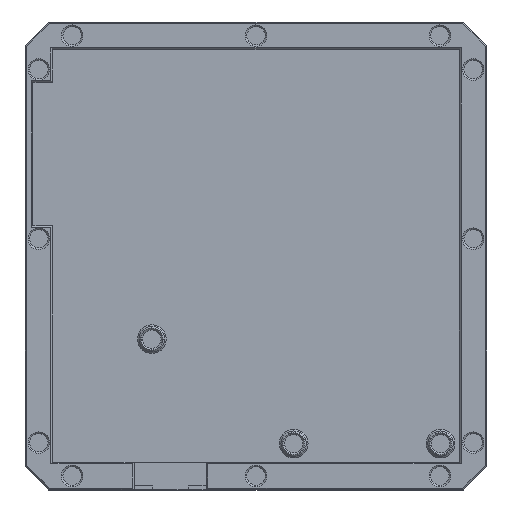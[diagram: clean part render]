
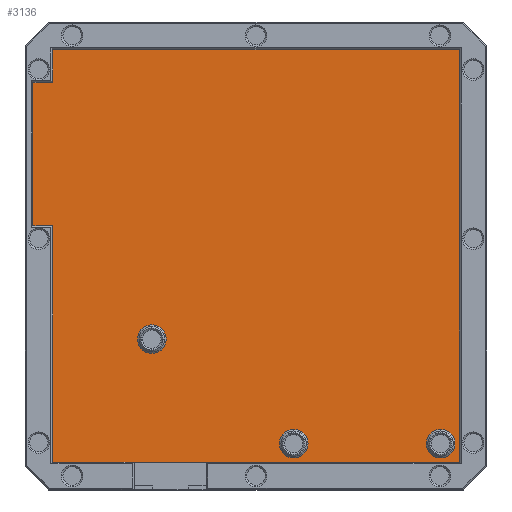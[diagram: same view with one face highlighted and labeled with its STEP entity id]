
A CAD part, top view. The second image highlights one B-rep face of the part: STEP entity #3136.
In plain terms, the highlighted planar face has unit normal (0, 0, 1).
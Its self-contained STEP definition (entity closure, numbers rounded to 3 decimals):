
#164=FACE_BOUND('',#704,.T.);
#165=FACE_BOUND('',#705,.T.);
#166=FACE_BOUND('',#706,.T.);
#223=PLANE('',#3501);
#403=FACE_OUTER_BOUND('',#703,.T.);
#703=EDGE_LOOP('',(#2835,#2836,#2837,#2838,#2839,#2840,#2841,#2842));
#704=EDGE_LOOP('',(#2843));
#705=EDGE_LOOP('',(#2844));
#706=EDGE_LOOP('',(#2845));
#920=LINE('',#5135,#1167);
#923=LINE('',#5140,#1170);
#924=LINE('',#5143,#1171);
#929=LINE('',#5151,#1176);
#931=LINE('',#5155,#1178);
#933=LINE('',#5159,#1180);
#935=LINE('',#5168,#1182);
#951=LINE('',#5225,#1198);
#1167=VECTOR('',#4223,10.);
#1170=VECTOR('',#4228,10.);
#1171=VECTOR('',#4231,10.);
#1176=VECTOR('',#4238,10.);
#1178=VECTOR('',#4242,10.);
#1180=VECTOR('',#4246,10.);
#1182=VECTOR('',#4256,10.);
#1198=VECTOR('',#4328,10.);
#1395=CIRCLE('',#3500,3.65);
#1396=CIRCLE('',#3502,3.65);
#1397=CIRCLE('',#3503,3.65);
#1606=VERTEX_POINT('',#5132);
#1607=VERTEX_POINT('',#5134);
#1608=VERTEX_POINT('',#5138);
#1609=VERTEX_POINT('',#5142);
#1611=VERTEX_POINT('',#5149);
#1612=VERTEX_POINT('',#5153);
#1613=VERTEX_POINT('',#5157);
#1616=VERTEX_POINT('',#5167);
#1648=VERTEX_POINT('',#5290);
#1649=VERTEX_POINT('',#5294);
#1650=VERTEX_POINT('',#5296);
#1979=EDGE_CURVE('',#1607,#1606,#920,.T.);
#1982=EDGE_CURVE('',#1606,#1608,#923,.T.);
#1983=EDGE_CURVE('',#1609,#1607,#924,.T.);
#1988=EDGE_CURVE('',#1608,#1611,#929,.T.);
#1990=EDGE_CURVE('',#1612,#1611,#931,.T.);
#1992=EDGE_CURVE('',#1613,#1612,#933,.T.);
#1996=EDGE_CURVE('',#1616,#1609,#935,.T.);
#2025=EDGE_CURVE('',#1616,#1613,#951,.T.);
#2056=EDGE_CURVE('',#1648,#1648,#1395,.T.);
#2058=EDGE_CURVE('',#1649,#1649,#1396,.T.);
#2059=EDGE_CURVE('',#1650,#1650,#1397,.T.);
#2835=ORIENTED_EDGE('',*,*,#1988,.T.);
#2836=ORIENTED_EDGE('',*,*,#1990,.F.);
#2837=ORIENTED_EDGE('',*,*,#1992,.F.);
#2838=ORIENTED_EDGE('',*,*,#2025,.F.);
#2839=ORIENTED_EDGE('',*,*,#1996,.T.);
#2840=ORIENTED_EDGE('',*,*,#1983,.T.);
#2841=ORIENTED_EDGE('',*,*,#1979,.T.);
#2842=ORIENTED_EDGE('',*,*,#1982,.T.);
#2843=ORIENTED_EDGE('',*,*,#2058,.F.);
#2844=ORIENTED_EDGE('',*,*,#2059,.F.);
#2845=ORIENTED_EDGE('',*,*,#2056,.F.);
#3136=ADVANCED_FACE('',(#403,#164,#165,#166),#223,.F.);
#3500=AXIS2_PLACEMENT_3D('',#5291,#4409,#4410);
#3501=AXIS2_PLACEMENT_3D('',#5293,#4412,#4413);
#3502=AXIS2_PLACEMENT_3D('',#5295,#4414,#4415);
#3503=AXIS2_PLACEMENT_3D('',#5297,#4416,#4417);
#4223=DIRECTION('',(0.,1.,0.));
#4228=DIRECTION('',(-1.,0.,0.));
#4231=DIRECTION('',(1.,0.,0.));
#4238=DIRECTION('',(0.,-1.,0.));
#4242=DIRECTION('',(1.,0.,0.));
#4246=DIRECTION('',(0.,1.,0.));
#4256=DIRECTION('',(0.,-1.,0.));
#4328=DIRECTION('',(-1.,0.,0.));
#4409=DIRECTION('center_axis',(0.,0.,1.));
#4410=DIRECTION('ref_axis',(1.,0.,0.));
#4412=DIRECTION('center_axis',(0.,0.,-1.));
#4413=DIRECTION('ref_axis',(1.,0.,0.));
#4414=DIRECTION('center_axis',(0.,0.,1.));
#4415=DIRECTION('ref_axis',(1.,0.,0.));
#4416=DIRECTION('center_axis',(0.,0.,1.));
#4417=DIRECTION('ref_axis',(1.,0.,0.));
#5132=CARTESIAN_POINT('',(66.9,22.,-21.4));
#5134=CARTESIAN_POINT('',(66.9,-83.292,-21.4));
#5135=CARTESIAN_POINT('',(66.9,22.,-21.4));
#5138=CARTESIAN_POINT('',(-36.9,22.,-21.4));
#5140=CARTESIAN_POINT('',(-36.9,22.,-21.4));
#5142=CARTESIAN_POINT('',(-36.9,-83.292,-21.4));
#5143=CARTESIAN_POINT('',(66.9,-83.292,-21.4));
#5149=CARTESIAN_POINT('',(-36.9,13.608,-21.4));
#5151=CARTESIAN_POINT('',(-36.9,-83.292,-21.4));
#5153=CARTESIAN_POINT('',(-41.9,13.608,-21.4));
#5155=CARTESIAN_POINT('',(-41.9,13.608,-21.4));
#5157=CARTESIAN_POINT('',(-41.9,-22.992,-21.4));
#5159=CARTESIAN_POINT('',(-41.9,-22.992,-21.4));
#5167=CARTESIAN_POINT('',(-36.9,-22.992,-21.4));
#5168=CARTESIAN_POINT('',(-36.9,-83.292,-21.4));
#5225=CARTESIAN_POINT('',(-36.9,-22.992,-21.4));
#5290=CARTESIAN_POINT('',(58.44,-78.482,-21.4));
#5291=CARTESIAN_POINT('Origin',(62.09,-78.482,-21.4));
#5293=CARTESIAN_POINT('Origin',(15.,-30.646,-21.4));
#5294=CARTESIAN_POINT('',(20.975,-78.482,-21.4));
#5295=CARTESIAN_POINT('Origin',(24.625,-78.482,-21.4));
#5296=CARTESIAN_POINT('',(-15.22,-51.812,-21.4));
#5297=CARTESIAN_POINT('Origin',(-11.57,-51.812,-21.4));
